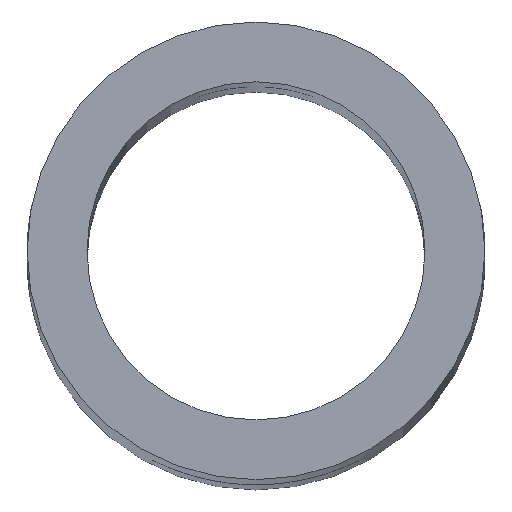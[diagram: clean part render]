
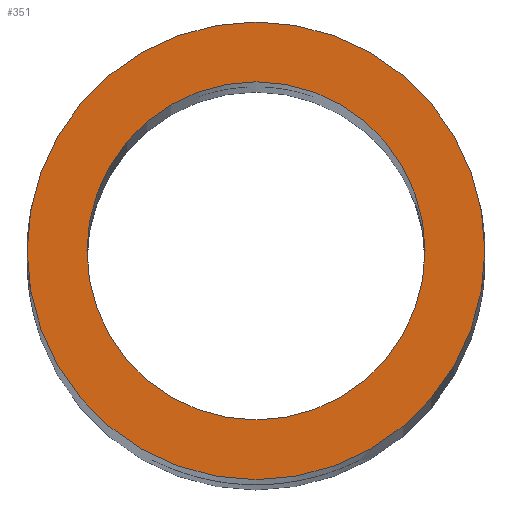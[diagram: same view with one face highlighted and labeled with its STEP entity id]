
A CAD part, top view. The second image highlights one B-rep face of the part: STEP entity #351.
In plain terms, the highlighted planar face has unit normal (0, 0, 1).
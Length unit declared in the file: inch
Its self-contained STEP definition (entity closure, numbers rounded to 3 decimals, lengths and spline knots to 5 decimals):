
#15=PLANE('',#381);
#24=FACE_BOUND('',#71,.T.);
#37=CIRCLE('',#380,0.1875);
#38=CIRCLE('',#382,0.1385);
#50=FACE_OUTER_BOUND('',#70,.T.);
#70=EDGE_LOOP('',(#305));
#71=EDGE_LOOP('',(#306));
#176=VERTEX_POINT('',#1089);
#177=VERTEX_POINT('',#1093);
#225=EDGE_CURVE('',#176,#176,#37,.F.);
#226=EDGE_CURVE('',#177,#177,#38,.T.);
#305=ORIENTED_EDGE('',*,*,#225,.F.);
#306=ORIENTED_EDGE('',*,*,#226,.T.);
#351=ADVANCED_FACE('',(#50,#24),#15,.T.);
#380=AXIS2_PLACEMENT_3D('',#1091,#423,#424);
#381=AXIS2_PLACEMENT_3D('',#1092,#425,#426);
#382=AXIS2_PLACEMENT_3D('',#1094,#427,#428);
#423=DIRECTION('center_axis',(0.,0.,
1.));
#424=DIRECTION('ref_axis',(0.,1.,0.));
#425=DIRECTION('center_axis',(0.,0.,
1.));
#426=DIRECTION('ref_axis',(1.,0.,0.));
#427=DIRECTION('center_axis',(0.,0.,
-1.));
#428=DIRECTION('ref_axis',(0.,1.,0.));
#1089=CARTESIAN_POINT('',(0.,-0.1875,1.8325));
#1091=CARTESIAN_POINT('Origin',(0.,0.,
1.8325));
#1092=CARTESIAN_POINT('Origin',(0.,0.1875,
1.8325));
#1093=CARTESIAN_POINT('',(0.,-0.1385,1.8325));
#1094=CARTESIAN_POINT('Origin',(0.,0.,
1.8325));
